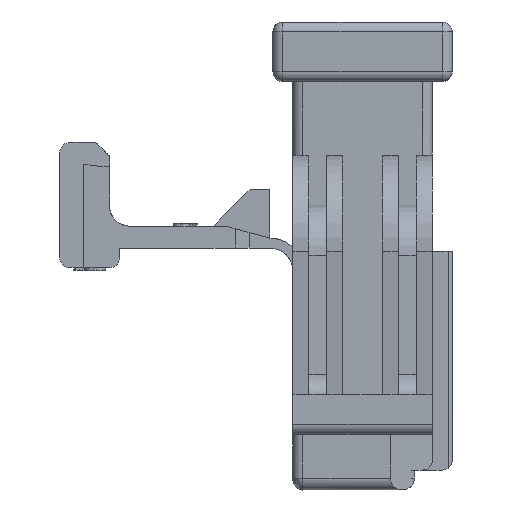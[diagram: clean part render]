
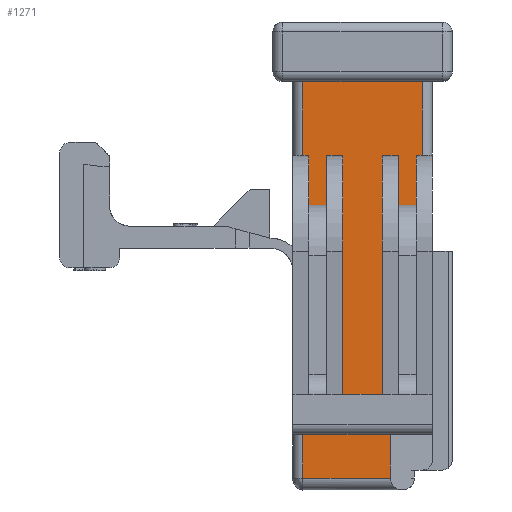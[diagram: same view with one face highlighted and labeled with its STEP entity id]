
A CAD part, left-side view. The second image highlights one B-rep face of the part: STEP entity #1271.
In plain terms, the highlighted planar face has unit normal (-1, 0, 0).
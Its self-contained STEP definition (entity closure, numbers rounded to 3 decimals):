
#344=FACE_OUTER_BOUND('',#2858,.T.);
#1271=ADVANCED_FACE('',(#344),#2149,.T.);
#2149=PLANE('',#17753);
#2858=EDGE_LOOP('',(#8635,#8636,#8637,#8638,#8639,#8640,#8641,#8642,#8643,
#8644,#8645,#8646,#8647,#8648,#8649,#8650,#8651,#8652,#8653,#8654,#8655,
#8656));
#4246=LINE('',#25144,#6327);
#4247=LINE('',#25146,#6328);
#4248=LINE('',#25148,#6329);
#4249=LINE('',#25150,#6330);
#4250=LINE('',#25152,#6331);
#4251=LINE('',#25154,#6332);
#4252=LINE('',#25156,#6333);
#4253=LINE('',#25158,#6334);
#4254=LINE('',#25160,#6335);
#4255=LINE('',#25162,#6336);
#4256=LINE('',#25164,#6337);
#4257=LINE('',#25166,#6338);
#4258=LINE('',#25168,#6339);
#4259=LINE('',#25170,#6340);
#4260=LINE('',#25172,#6341);
#4261=LINE('',#25174,#6342);
#4262=LINE('',#25176,#6343);
#4263=LINE('',#25178,#6344);
#4264=LINE('',#25180,#6345);
#4265=LINE('',#25182,#6346);
#4266=LINE('',#25184,#6347);
#4267=LINE('',#25186,#6348);
#6327=VECTOR('',#19814,1.);
#6328=VECTOR('',#19817,1.);
#6329=VECTOR('',#19818,1.);
#6330=VECTOR('',#19819,1.);
#6331=VECTOR('',#19820,1.);
#6332=VECTOR('',#19821,1.);
#6333=VECTOR('',#19822,1.);
#6334=VECTOR('',#19823,1.);
#6335=VECTOR('',#19824,1.);
#6336=VECTOR('',#19825,1.);
#6337=VECTOR('',#19826,1.);
#6338=VECTOR('',#19827,1.);
#6339=VECTOR('',#19828,1.);
#6340=VECTOR('',#19829,1.);
#6341=VECTOR('',#19830,1.);
#6342=VECTOR('',#19831,1.);
#6343=VECTOR('',#19832,1.);
#6344=VECTOR('',#19833,1.);
#6345=VECTOR('',#19834,1.);
#6346=VECTOR('',#19835,1.);
#6347=VECTOR('',#19836,1.);
#6348=VECTOR('',#19837,1.);
#8635=ORIENTED_EDGE('',*,*,#15288,.T.);
#8636=ORIENTED_EDGE('',*,*,#15289,.F.);
#8637=ORIENTED_EDGE('',*,*,#15290,.T.);
#8638=ORIENTED_EDGE('',*,*,#15291,.T.);
#8639=ORIENTED_EDGE('',*,*,#15292,.F.);
#8640=ORIENTED_EDGE('',*,*,#15293,.F.);
#8641=ORIENTED_EDGE('',*,*,#15294,.T.);
#8642=ORIENTED_EDGE('',*,*,#15295,.F.);
#8643=ORIENTED_EDGE('',*,*,#15296,.F.);
#8644=ORIENTED_EDGE('',*,*,#15297,.F.);
#8645=ORIENTED_EDGE('',*,*,#15298,.T.);
#8646=ORIENTED_EDGE('',*,*,#15299,.T.);
#8647=ORIENTED_EDGE('',*,*,#15300,.F.);
#8648=ORIENTED_EDGE('',*,*,#15301,.F.);
#8649=ORIENTED_EDGE('',*,*,#15302,.F.);
#8650=ORIENTED_EDGE('',*,*,#15303,.T.);
#8651=ORIENTED_EDGE('',*,*,#15304,.T.);
#8652=ORIENTED_EDGE('',*,*,#15305,.F.);
#8653=ORIENTED_EDGE('',*,*,#15306,.T.);
#8654=ORIENTED_EDGE('',*,*,#15307,.T.);
#8655=ORIENTED_EDGE('',*,*,#15308,.T.);
#8656=ORIENTED_EDGE('',*,*,#15287,.F.);
#13585=VERTEX_POINT('',#25141);
#13586=VERTEX_POINT('',#25143);
#13587=VERTEX_POINT('',#25147);
#13588=VERTEX_POINT('',#25149);
#13589=VERTEX_POINT('',#25151);
#13590=VERTEX_POINT('',#25153);
#13591=VERTEX_POINT('',#25155);
#13592=VERTEX_POINT('',#25157);
#13593=VERTEX_POINT('',#25159);
#13594=VERTEX_POINT('',#25161);
#13595=VERTEX_POINT('',#25163);
#13596=VERTEX_POINT('',#25165);
#13597=VERTEX_POINT('',#25167);
#13598=VERTEX_POINT('',#25169);
#13599=VERTEX_POINT('',#25171);
#13600=VERTEX_POINT('',#25173);
#13601=VERTEX_POINT('',#25175);
#13602=VERTEX_POINT('',#25177);
#13603=VERTEX_POINT('',#25179);
#13604=VERTEX_POINT('',#25181);
#13605=VERTEX_POINT('',#25183);
#13606=VERTEX_POINT('',#25185);
#15287=EDGE_CURVE('',#13586,#13585,#4246,.T.);
#15288=EDGE_CURVE('',#13586,#13587,#4247,.T.);
#15289=EDGE_CURVE('',#13588,#13587,#4248,.T.);
#15290=EDGE_CURVE('',#13588,#13589,#4249,.T.);
#15291=EDGE_CURVE('',#13589,#13590,#4250,.T.);
#15292=EDGE_CURVE('',#13591,#13590,#4251,.T.);
#15293=EDGE_CURVE('',#13592,#13591,#4252,.T.);
#15294=EDGE_CURVE('',#13592,#13593,#4253,.T.);
#15295=EDGE_CURVE('',#13594,#13593,#4254,.T.);
#15296=EDGE_CURVE('',#13595,#13594,#4255,.T.);
#15297=EDGE_CURVE('',#13596,#13595,#4256,.T.);
#15298=EDGE_CURVE('',#13596,#13597,#4257,.T.);
#15299=EDGE_CURVE('',#13597,#13598,#4258,.T.);
#15300=EDGE_CURVE('',#13599,#13598,#4259,.T.);
#15301=EDGE_CURVE('',#13600,#13599,#4260,.T.);
#15302=EDGE_CURVE('',#13601,#13600,#4261,.T.);
#15303=EDGE_CURVE('',#13601,#13602,#4262,.T.);
#15304=EDGE_CURVE('',#13602,#13603,#4263,.T.);
#15305=EDGE_CURVE('',#13604,#13603,#4264,.T.);
#15306=EDGE_CURVE('',#13604,#13605,#4265,.T.);
#15307=EDGE_CURVE('',#13605,#13606,#4266,.T.);
#15308=EDGE_CURVE('',#13606,#13585,#4267,.T.);
#17753=AXIS2_PLACEMENT_3D('',#25187,#19838,#19839);
#19814=DIRECTION('',(0.,0.,-1.));
#19817=DIRECTION('',(0.,1.,0.));
#19818=DIRECTION('',(0.,0.,1.));
#19819=DIRECTION('',(0.,-1.,0.));
#19820=DIRECTION('',(0.,0.,-1.));
#19821=DIRECTION('',(0.,1.,0.));
#19822=DIRECTION('',(0.,0.,-1.));
#19823=DIRECTION('',(0.,-1.,0.));
#19824=DIRECTION('',(0.,0.,1.));
#19825=DIRECTION('',(0.,-1.,0.));
#19826=DIRECTION('',(0.,0.,1.));
#19827=DIRECTION('',(0.,-1.,0.));
#19828=DIRECTION('',(0.,0.,1.));
#19829=DIRECTION('',(0.,1.,0.));
#19830=DIRECTION('',(0.,0.,-1.));
#19831=DIRECTION('',(0.,-1.,0.));
#19832=DIRECTION('',(0.,0.,1.));
#19833=DIRECTION('',(0.,-1.,0.));
#19834=DIRECTION('',(0.,0.,1.));
#19835=DIRECTION('',(0.,-1.,0.));
#19836=DIRECTION('',(0.,0.,1.));
#19837=DIRECTION('',(0.,-1.,0.));
#19838=DIRECTION('',(-1.,0.,0.));
#19839=DIRECTION('',(0.,-1.,0.));
#25141=CARTESIAN_POINT('',(-15.8,-3.,15.8));
#25143=CARTESIAN_POINT('',(-15.8,-3.,19.5));
#25144=CARTESIAN_POINT('',(-15.8,-3.,19.5));
#25146=CARTESIAN_POINT('',(-15.8,-3.,19.5));
#25147=CARTESIAN_POINT('',(-15.8,3.,19.5));
#25148=CARTESIAN_POINT('',(-15.8,3.,15.8));
#25149=CARTESIAN_POINT('',(-15.8,3.,15.8));
#25150=CARTESIAN_POINT('',(-15.8,3.,15.8));
#25151=CARTESIAN_POINT('',(-15.8,2.7,15.8));
#25152=CARTESIAN_POINT('',(-15.8,2.7,15.8));
#25153=CARTESIAN_POINT('',(-15.8,2.7,13.3));
#25154=CARTESIAN_POINT('',(-15.8,1.8,13.3));
#25155=CARTESIAN_POINT('',(-15.8,1.8,13.3));
#25156=CARTESIAN_POINT('',(-15.8,1.8,15.8));
#25157=CARTESIAN_POINT('',(-15.8,1.8,15.8));
#25158=CARTESIAN_POINT('',(-15.8,1.8,15.8));
#25159=CARTESIAN_POINT('',(-15.8,1.,15.8));
#25160=CARTESIAN_POINT('',(-15.8,1.,12.5));
#25161=CARTESIAN_POINT('',(-15.8,1.,12.5));
#25162=CARTESIAN_POINT('',(-15.8,3.,12.5));
#25163=CARTESIAN_POINT('',(-15.8,3.,12.5));
#25164=CARTESIAN_POINT('',(-15.8,3.,-0.4));
#25165=CARTESIAN_POINT('',(-15.8,3.,-0.4));
#25166=CARTESIAN_POINT('',(-15.8,3.,-0.4));
#25167=CARTESIAN_POINT('',(-15.8,-1.4,-0.4));
#25168=CARTESIAN_POINT('',(-15.8,-1.4,-0.4));
#25169=CARTESIAN_POINT('',(-15.8,-1.4,11.5));
#25170=CARTESIAN_POINT('',(-15.8,-3.,11.5));
#25171=CARTESIAN_POINT('',(-15.8,-3.,11.5));
#25172=CARTESIAN_POINT('',(-15.8,-3.,12.5));
#25173=CARTESIAN_POINT('',(-15.8,-3.,12.5));
#25174=CARTESIAN_POINT('',(-15.8,-1.,12.5));
#25175=CARTESIAN_POINT('',(-15.8,-1.,12.5));
#25176=CARTESIAN_POINT('',(-15.8,-1.,12.5));
#25177=CARTESIAN_POINT('',(-15.8,-1.,15.8));
#25178=CARTESIAN_POINT('',(-15.8,-1.,15.8));
#25179=CARTESIAN_POINT('',(-15.8,-1.8,15.8));
#25180=CARTESIAN_POINT('',(-15.8,-1.8,13.3));
#25181=CARTESIAN_POINT('',(-15.8,-1.8,13.3));
#25182=CARTESIAN_POINT('',(-15.8,-1.8,13.3));
#25183=CARTESIAN_POINT('',(-15.8,-2.7,13.3));
#25184=CARTESIAN_POINT('',(-15.8,-2.7,13.3));
#25185=CARTESIAN_POINT('',(-15.8,-2.7,15.8));
#25186=CARTESIAN_POINT('',(-15.8,-2.7,15.8));
#25187=CARTESIAN_POINT('',(-15.8,-3.5,0.));
